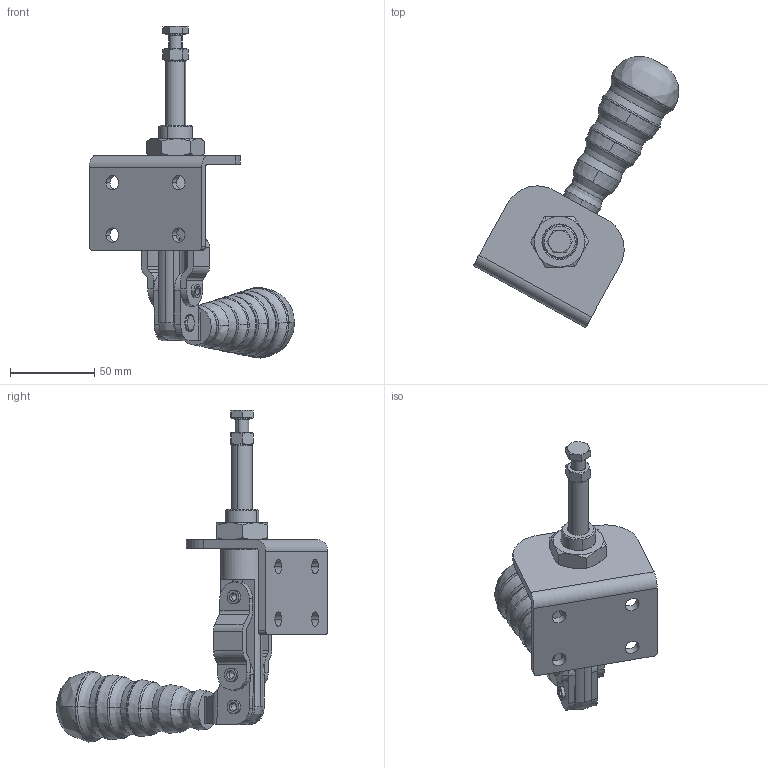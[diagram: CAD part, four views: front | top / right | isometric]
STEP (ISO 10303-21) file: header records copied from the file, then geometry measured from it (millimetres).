
FILE_DESCRIPTION((''),'2;1');
FILE_NAME('371.stp','2005-09-01T11:36:46',('CAD'),(''),'Autodesk Inventor 8','Autodesk Inventor 8','');
FILE_SCHEMA(('AUTOMOTIVE_DESIGN { 1 0 10303 214 1 1 1 1 }'));
Length unit declared in the file: millimetre
Products named in the file (1): Part27
Bounding box: 121.63 x 160.67 x 196.54 mm (x, y, z)
Volume: 177060.1 mm3; surface area: 54232.5 mm2
Topology: 1 solids, 4 shells, 386 faces, 1022 edges, 643 vertices
Faces by surface type: plane 113, cylinder 101, bspline 82, cone 68, torus 22
Entity records: 14298 total; most frequent: CARTESIAN_POINT 4896, ORIENTED_EDGE 2016, DIRECTION 2002, EDGE_CURVE 1008, AXIS2_PLACEMENT_3D 789, VERTEX_POINT 643, CIRCLE 482, VECTOR 424
